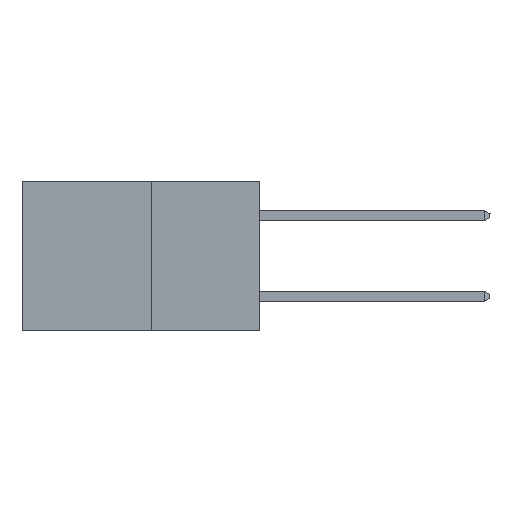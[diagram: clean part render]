
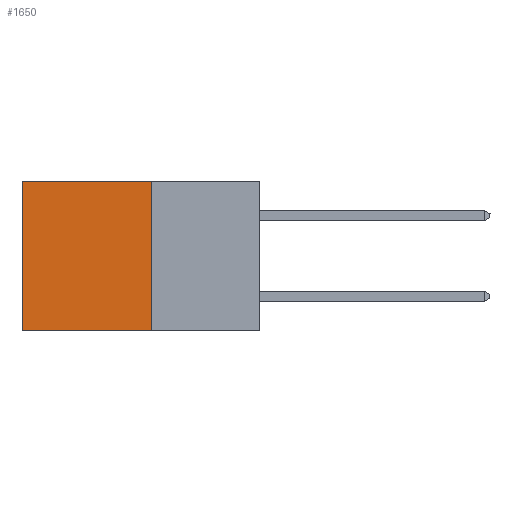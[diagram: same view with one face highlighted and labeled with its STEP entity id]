
A CAD part, left-side view. The second image highlights one B-rep face of the part: STEP entity #1650.
In plain terms, the highlighted planar face has unit normal (-1, 0, 0).
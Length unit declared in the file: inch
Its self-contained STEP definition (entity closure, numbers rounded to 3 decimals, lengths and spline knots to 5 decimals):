
#5 = ORIENTED_EDGE ( 'NONE', *, *, #10879, .F. ) ;
#933 = ORIENTED_EDGE ( 'NONE', *, *, #8470, .T. ) ;
#1108 = ORIENTED_EDGE ( 'NONE', *, *, #7875, .T. ) ;
#1146 = CARTESIAN_POINT ( 'NONE',  ( 0.277, 0.27, 0. ) ) ;
#1579 = DIRECTION ( 'NONE',  ( 0., 0., -1. ) ) ;
#1650 = ADVANCED_FACE ( 'NONE', ( #2518 ), #8932, .F. ) ;
#1730 = DIRECTION ( 'NONE',  ( 0., 1., 0. ) ) ;
#1906 = VECTOR ( 'NONE', #3996, 39.37008 ) ;
#2236 = VECTOR ( 'NONE', #6927, 39.37008 ) ;
#2310 = CARTESIAN_POINT ( 'NONE',  ( 0.277, 0.59, 0. ) ) ;
#2518 = FACE_OUTER_BOUND ( 'NONE', #6565, .T. ) ;
#2538 = VECTOR ( 'NONE', #1579, 39.37008 ) ;
#2870 = VECTOR ( 'NONE', #1730, 39.37008 ) ;
#3152 = LINE ( 'NONE', #8054, #2870 ) ;
#3656 = VERTEX_POINT ( 'NONE', #9618 ) ;
#3996 = DIRECTION ( 'NONE',  ( 0., 1., 0. ) ) ;
#4282 = CARTESIAN_POINT ( 'NONE',  ( 0.277, 0.59, -0.37 ) ) ;
#4399 = LINE ( 'NONE', #1146, #1906 ) ;
#4702 = CARTESIAN_POINT ( 'NONE',  ( 0.277, 0.59, -0.37 ) ) ;
#5375 = ORIENTED_EDGE ( 'NONE', *, *, #5810, .F. ) ;
#5708 = VERTEX_POINT ( 'NONE', #8807 ) ;
#5810 = EDGE_CURVE ( 'NONE', #5708, #7386, #3152, .T. ) ;
#6565 = EDGE_LOOP ( 'NONE', ( #1108, #5375, #5, #933 ) ) ;
#6927 = DIRECTION ( 'NONE',  ( 0., 0., -1. ) ) ;
#7386 = VERTEX_POINT ( 'NONE', #4702 ) ;
#7749 = VERTEX_POINT ( 'NONE', #2310 ) ;
#7833 = DIRECTION ( 'NONE',  ( 0., 0., -1. ) ) ;
#7875 = EDGE_CURVE ( 'NONE', #7749, #7386, #11497, .T. ) ;
#8054 = CARTESIAN_POINT ( 'NONE',  ( 0.277, 0.27, -0.37 ) ) ;
#8470 = EDGE_CURVE ( 'NONE', #3656, #7749, #4399, .T. ) ;
#8807 = CARTESIAN_POINT ( 'NONE',  ( 0.277, 0.27, -0.37 ) ) ;
#8932 = PLANE ( 'NONE',  #11486 ) ;
#9540 = CARTESIAN_POINT ( 'NONE',  ( 0.277, 0.27, -0.37 ) ) ;
#9602 = LINE ( 'NONE', #10408, #2538 ) ;
#9618 = CARTESIAN_POINT ( 'NONE',  ( 0.277, 0.27, 0. ) ) ;
#10408 = CARTESIAN_POINT ( 'NONE',  ( 0.277, 0.27, -0.37 ) ) ;
#10879 = EDGE_CURVE ( 'NONE', #3656, #5708, #9602, .T. ) ;
#11296 = DIRECTION ( 'NONE',  ( 1., 0., 0. ) ) ;
#11486 = AXIS2_PLACEMENT_3D ( 'NONE', #9540, #11296, #7833 ) ;
#11497 = LINE ( 'NONE', #4282, #2236 ) ;
